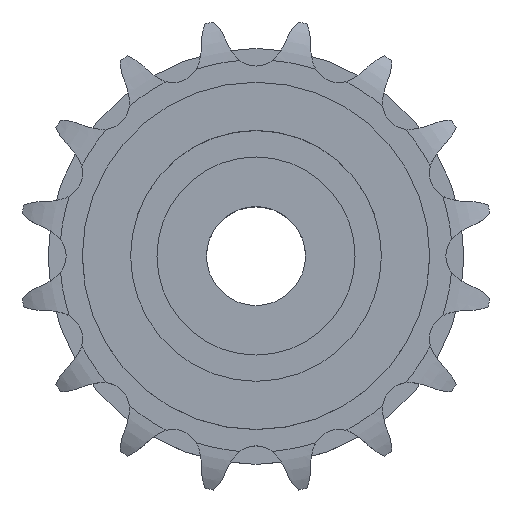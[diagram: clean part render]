
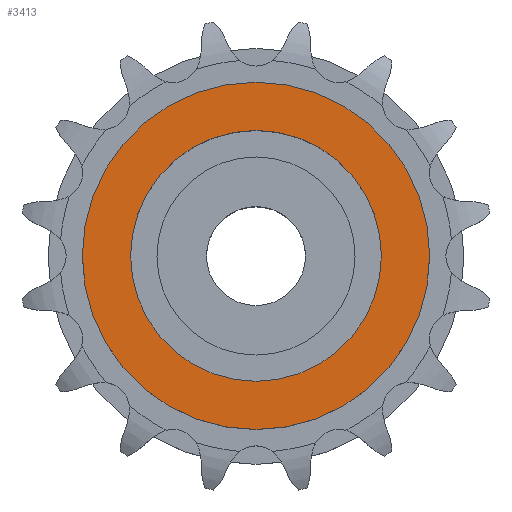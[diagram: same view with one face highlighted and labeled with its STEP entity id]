
A CAD part, top view. The second image highlights one B-rep face of the part: STEP entity #3413.
In plain terms, the highlighted planar face has unit normal (0, 0, 1).
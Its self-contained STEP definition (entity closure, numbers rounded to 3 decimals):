
#500=FACE_BOUND('',#766,.T.);
#508=PLANE('',#3723);
#562=FACE_OUTER_BOUND('',#765,.T.);
#765=EDGE_LOOP('',(#2306));
#766=EDGE_LOOP('',(#2307));
#1245=CIRCLE('',#3711,13.15);
#1250=CIRCLE('',#3720,9.5);
#1373=VERTEX_POINT('',#4834);
#1378=VERTEX_POINT('',#4850);
#1734=EDGE_CURVE('',#1373,#1373,#1245,.T.);
#1740=EDGE_CURVE('',#1378,#1378,#1250,.T.);
#2306=ORIENTED_EDGE('',*,*,#1734,.T.);
#2307=ORIENTED_EDGE('',*,*,#1740,.T.);
#3413=ADVANCED_FACE('',(#562,#500),#508,.T.);
#3711=AXIS2_PLACEMENT_3D('',#4836,#4070,#4071);
#3720=AXIS2_PLACEMENT_3D('',#4851,#4089,#4090);
#3723=AXIS2_PLACEMENT_3D('',#4857,#4097,#4098);
#4070=DIRECTION('center_axis',(0.,0.,1.));
#4071=DIRECTION('ref_axis',(-1.,0.,0.));
#4089=DIRECTION('center_axis',(0.,0.,-1.));
#4090=DIRECTION('ref_axis',(-1.,0.,0.));
#4097=DIRECTION('center_axis',(0.,0.,1.));
#4098=DIRECTION('ref_axis',(1.,0.,0.));
#4834=CARTESIAN_POINT('',(13.15,0.,5.));
#4836=CARTESIAN_POINT('Origin',(0.,0.,5.));
#4850=CARTESIAN_POINT('',(9.5,0.,5.));
#4851=CARTESIAN_POINT('Origin',(0.,0.,5.));
#4857=CARTESIAN_POINT('Origin',(0.,0.,5.));
